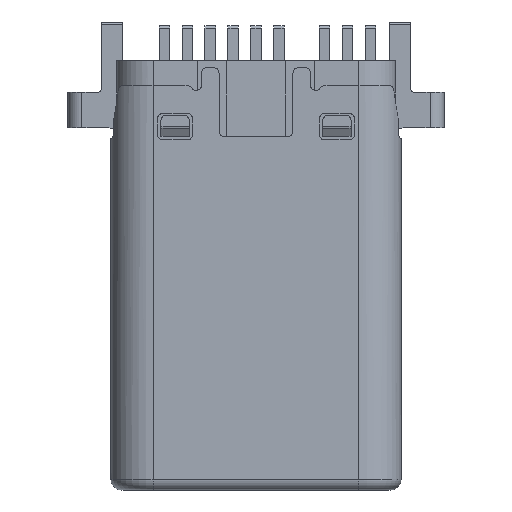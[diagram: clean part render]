
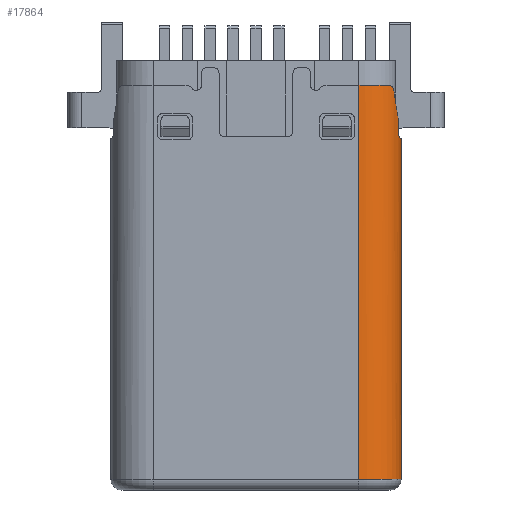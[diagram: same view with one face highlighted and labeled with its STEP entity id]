
A CAD part, front view. The second image highlights one B-rep face of the part: STEP entity #17864.
In plain terms, the highlighted cylindrical face has radius 1.2 mm (diameter 2.4 mm), a partial arc.
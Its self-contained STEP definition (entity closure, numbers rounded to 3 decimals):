
#2591=CARTESIAN_POINT('',(2.925,0.03,-8.76));
#2592=DIRECTION('',(0.,0.,1.));
#2593=DIRECTION('',(0.,-1.,0.));
#2594=AXIS2_PLACEMENT_3D('',#2591,#2592,#2593);
#2596=CARTESIAN_POINT('',(2.925,0.03,-8.76));
#2597=DIRECTION('',(0.,0.,1.));
#2598=DIRECTION('',(0.026,-1.,0.));
#2599=AXIS2_PLACEMENT_3D('',#2596,#2597,#2598);
#3418=CARTESIAN_POINT('',(2.925,0.03,2.44));
#3419=DIRECTION('',(0.,0.,-1.));
#3420=DIRECTION('',(0.698,-0.716,0.));
#3421=AXIS2_PLACEMENT_3D('',#3418,#3419,#3420);
#3448=CARTESIAN_POINT('',(3.909,-0.657,
2.311));
#3449=CARTESIAN_POINT('',(3.907,-0.659,
2.319));
#3450=CARTESIAN_POINT('',(3.903,-0.666,
2.335));
#3451=CARTESIAN_POINT('',(3.894,-0.678,
2.359));
#3452=CARTESIAN_POINT('',(3.882,-0.695,
2.38));
#3453=CARTESIAN_POINT('',(3.866,-0.715,
2.4));
#3454=CARTESIAN_POINT('',(3.847,-0.739,
2.416));
#3455=CARTESIAN_POINT('',(3.823,-0.766,
2.429));
#3456=CARTESIAN_POINT('',(3.795,-0.796,
2.438));
#3457=CARTESIAN_POINT('',(3.774,-0.818,2.44));
#3458=CARTESIAN_POINT('',(3.762,-0.83,2.44));
#3476=CARTESIAN_POINT('',(4.093,-0.245,0.94));
#3477=CARTESIAN_POINT('',(4.089,-0.261,0.94));
#3478=CARTESIAN_POINT('',(4.081,-0.292,
0.945));
#3479=CARTESIAN_POINT('',(4.068,-0.335,
0.967));
#3480=CARTESIAN_POINT('',(4.057,-0.369,
1.001));
#3481=CARTESIAN_POINT('',(4.049,-0.391,
1.045));
#3482=CARTESIAN_POINT('',(4.047,-0.395,
1.075));
#3483=CARTESIAN_POINT('',(4.047,-0.395,
1.09));
#3513=CARTESIAN_POINT('',(4.047,0.455,1.09));
#3514=CARTESIAN_POINT('',(4.047,0.455,1.075));
#3515=CARTESIAN_POINT('',(4.049,0.451,1.045));
#3516=CARTESIAN_POINT('',(4.057,0.429,1.002));
#3517=CARTESIAN_POINT('',(4.068,0.396,
0.968));
#3518=CARTESIAN_POINT('',(4.081,0.353,
0.945));
#3519=CARTESIAN_POINT('',(4.089,0.321,
0.94));
#3520=CARTESIAN_POINT('',(4.093,0.305,0.94));
#6201=CARTESIAN_POINT('',(2.925,0.03,2.44));
#6202=DIRECTION('',(0.,0.,-1.));
#6203=DIRECTION('',(0.,1.,0.));
#6204=AXIS2_PLACEMENT_3D('',#6201,#6202,#6203);
#6226=CARTESIAN_POINT('',(3.909,0.717,2.311));
#6227=CARTESIAN_POINT('',(3.907,0.719,2.319));
#6228=CARTESIAN_POINT('',(3.903,0.726,2.335));
#6229=CARTESIAN_POINT('',(3.894,0.738,2.359));
#6230=CARTESIAN_POINT('',(3.882,0.755,2.38));
#6231=CARTESIAN_POINT('',(3.866,0.775,2.4));
#6232=CARTESIAN_POINT('',(3.847,0.799,2.416));
#6233=CARTESIAN_POINT('',(3.823,0.826,2.429));
#6234=CARTESIAN_POINT('',(3.795,0.856,2.438));
#6235=CARTESIAN_POINT('',(3.774,0.878,2.44));
#6236=CARTESIAN_POINT('',(3.762,0.89,2.44));
#6238=DIRECTION('',(0.,0.,-1.));
#6239=VECTOR('',#6238,11.2);
#6240=CARTESIAN_POINT('',(2.925,1.23,2.44));
#6241=LINE('',#6240,#6239);
#6242=DIRECTION('',(0.,0.,1.));
#6243=VECTOR('',#6242,11.2);
#6244=CARTESIAN_POINT('',(2.925,-1.17,-8.76));
#6245=LINE('',#6244,#6243);
#6246=CARTESIAN_POINT('',(3.909,-0.657,
2.311));
#6247=CARTESIAN_POINT('',(3.928,-0.63,
2.22));
#6248=CARTESIAN_POINT('',(3.962,-0.576,
2.035));
#6249=CARTESIAN_POINT('',(4.007,-0.493,
1.752));
#6250=CARTESIAN_POINT('',(4.031,-0.436,
1.559));
#6251=CARTESIAN_POINT('',(4.043,-0.407,
1.461));
#6253=DIRECTION('',(0.,0.,-1.));
#6254=VECTOR('',#6253,0.287);
#6255=CARTESIAN_POINT('',(4.047,-0.395,
1.377));
#6256=LINE('',#6255,#6254);
#6257=CARTESIAN_POINT('',(4.043,0.467,1.461));
#6258=CARTESIAN_POINT('',(4.031,0.496,1.559));
#6259=CARTESIAN_POINT('',(4.007,0.553,1.752));
#6260=CARTESIAN_POINT('',(3.962,0.636,2.035));
#6261=CARTESIAN_POINT('',(3.928,0.69,2.22));
#6262=CARTESIAN_POINT('',(3.909,0.717,2.311));
#6271=CARTESIAN_POINT('',(4.047,-0.395,
1.377));
#6272=CARTESIAN_POINT('',(4.047,-0.395,
1.386));
#6273=CARTESIAN_POINT('',(4.047,-0.396,
1.405));
#6274=CARTESIAN_POINT('',(4.045,-0.4,
1.434));
#6275=CARTESIAN_POINT('',(4.044,-0.404,
1.452));
#6276=CARTESIAN_POINT('',(4.043,-0.407,
1.461));
#6307=CARTESIAN_POINT('',(2.925,0.03,0.94));
#6308=DIRECTION('',(0.,0.,-1.));
#6309=DIRECTION('',(0.973,0.229,0.));
#6310=AXIS2_PLACEMENT_3D('',#6307,#6308,#6309);
#6312=DIRECTION('',(0.,0.,-1.));
#6313=VECTOR('',#6312,0.287);
#6314=CARTESIAN_POINT('',(4.047,0.455,1.377));
#6315=LINE('',#6314,#6313);
#6320=CARTESIAN_POINT('',(4.043,0.467,1.461));
#6321=CARTESIAN_POINT('',(4.044,0.464,1.452));
#6322=CARTESIAN_POINT('',(4.045,0.46,1.434));
#6323=CARTESIAN_POINT('',(4.047,0.456,1.405));
#6324=CARTESIAN_POINT('',(4.047,0.455,1.386));
#6325=CARTESIAN_POINT('',(4.047,0.455,1.377));
#8270=CARTESIAN_POINT('',(2.925,1.23,-8.76));
#8271=VERTEX_POINT('',#8270);
#8272=CARTESIAN_POINT('',(2.925,1.23,2.44));
#8273=VERTEX_POINT('',#8272);
#8288=CARTESIAN_POINT('',(2.925,-1.17,-8.76));
#8289=VERTEX_POINT('',#8288);
#8290=CARTESIAN_POINT('',(2.956,-1.17,-8.76));
#8291=VERTEX_POINT('',#8290);
#8997=CARTESIAN_POINT('',(4.093,-0.245,0.94));
#8998=VERTEX_POINT('',#8997);
#8999=VERTEX_POINT('',#3483);
#9004=CARTESIAN_POINT('',(4.047,0.455,1.09));
#9005=VERTEX_POINT('',#9004);
#9006=VERTEX_POINT('',#3520);
#9087=CARTESIAN_POINT('',(3.762,0.89,2.44));
#9088=VERTEX_POINT('',#9087);
#9089=VERTEX_POINT('',#6226);
#9090=CARTESIAN_POINT('',(2.925,-1.17,2.44));
#9091=VERTEX_POINT('',#9090);
#9092=CARTESIAN_POINT('',(3.762,-0.83,2.44));
#9093=VERTEX_POINT('',#9092);
#9094=VERTEX_POINT('',#3448);
#9095=VERTEX_POINT('',#6251);
#9096=VERTEX_POINT('',#6271);
#9097=CARTESIAN_POINT('',(4.047,0.455,1.377));
#9098=VERTEX_POINT('',#9097);
#9099=VERTEX_POINT('',#6320);
#17833=CARTESIAN_POINT('',(2.925,0.03,-24.051));
#17834=DIRECTION('',(0.,0.,1.));
#17835=DIRECTION('',(0.,-1.,0.));
#17836=AXIS2_PLACEMENT_3D('',#17833,#17834,#17835);
#17837=CYLINDRICAL_SURFACE('',#17836,1.2);
#17838=ORIENTED_EDGE('',*,*,#17824,.T.);
#17839=ORIENTED_EDGE('',*,*,#17814,.F.);
#17840=ORIENTED_EDGE('',*,*,#12985,.T.);
#17841=ORIENTED_EDGE('',*,*,#13101,.F.);
#17842=ORIENTED_EDGE('',*,*,#13099,.F.);
#17843=ORIENTED_EDGE('',*,*,#13900,.T.);
#17844=ORIENTED_EDGE('',*,*,#14077,.F.);
#17845=ORIENTED_EDGE('',*,*,#14096,.F.);
#17847=ORIENTED_EDGE('',*,*,#17846,.T.);
#17849=ORIENTED_EDGE('',*,*,#17848,.F.);
#17851=ORIENTED_EDGE('',*,*,#17850,.T.);
#17852=ORIENTED_EDGE('',*,*,#14131,.F.);
#17854=ORIENTED_EDGE('',*,*,#17853,.F.);
#17855=ORIENTED_EDGE('',*,*,#14165,.F.);
#17857=ORIENTED_EDGE('',*,*,#17856,.F.);
#17859=ORIENTED_EDGE('',*,*,#17858,.F.);
#17861=ORIENTED_EDGE('',*,*,#17860,.T.);
#17862=EDGE_LOOP('',(#17838,#17839,#17840,#17841,#17842,#17843,#17844,#17845,
#17847,#17849,#17851,#17852,#17854,#17855,#17857,#17859,#17861));
#17863=FACE_OUTER_BOUND('',#17862,.F.);
#17864=ADVANCED_FACE('',(#17863),#17837,.T.);
#2595=CIRCLE('',#2594,1.2);
#2600=CIRCLE('',#2599,1.2);
#3422=CIRCLE('',#3421,1.2);
#3459=B_SPLINE_CURVE_WITH_KNOTS('',3,(#3448,#3449,#3450,#3451,#3452,#3453,#3454,
#3455,#3456,#3457,#3458),.UNSPECIFIED.,.F.,.F.,(4,1,1,1,1,1,1,1,4),(0.,
0.125,0.25,0.375,0.5,0.625,0.75,0.875,1.),.UNSPECIFIED.);
#3484=B_SPLINE_CURVE_WITH_KNOTS('',3,(#3476,#3477,#3478,#3479,#3480,#3481,#3482,
#3483),.UNSPECIFIED.,.F.,.F.,(4,1,1,1,1,4),(0.,0.2,0.4,0.6,0.8,1.),
.UNSPECIFIED.);
#3521=B_SPLINE_CURVE_WITH_KNOTS('',3,(#3513,#3514,#3515,#3516,#3517,#3518,#3519,
#3520),.UNSPECIFIED.,.F.,.F.,(4,1,1,1,1,4),(0.,0.2,0.4,0.6,0.8,1.),
.UNSPECIFIED.);
#6205=CIRCLE('',#6204,1.2);
#6237=B_SPLINE_CURVE_WITH_KNOTS('',3,(#6226,#6227,#6228,#6229,#6230,#6231,#6232,
#6233,#6234,#6235,#6236),.UNSPECIFIED.,.F.,.F.,(4,1,1,1,1,1,1,1,4),(0.,
0.125,0.25,0.375,0.5,0.625,0.75,0.875,1.),.UNSPECIFIED.);
#6252=B_SPLINE_CURVE_WITH_KNOTS('',3,(#6246,#6247,#6248,#6249,#6250,#6251),
.UNSPECIFIED.,.F.,.F.,(4,1,1,4),(0.,0.333,0.667,1.),
.UNSPECIFIED.);
#6263=B_SPLINE_CURVE_WITH_KNOTS('',3,(#6257,#6258,#6259,#6260,#6261,#6262),
.UNSPECIFIED.,.F.,.F.,(4,1,1,4),(0.,0.333,0.667,1.),
.UNSPECIFIED.);
#6277=B_SPLINE_CURVE_WITH_KNOTS('',3,(#6271,#6272,#6273,#6274,#6275,#6276),
.UNSPECIFIED.,.F.,.F.,(4,1,1,4),(0.,0.333,0.667,1.),
.UNSPECIFIED.);
#6311=CIRCLE('',#6310,1.2);
#6326=B_SPLINE_CURVE_WITH_KNOTS('',3,(#6320,#6321,#6322,#6323,#6324,#6325),
.UNSPECIFIED.,.F.,.F.,(4,1,1,4),(0.,0.333,0.667,1.),
.UNSPECIFIED.);
#12985=EDGE_CURVE('',#8273,#8271,#6241,.T.);
#13099=EDGE_CURVE('',#8289,#8291,#2595,.T.);
#13101=EDGE_CURVE('',#8291,#8271,#2600,.T.);
#13900=EDGE_CURVE('',#8289,#9091,#6245,.T.);
#14077=EDGE_CURVE('',#9093,#9091,#3422,.T.);
#14096=EDGE_CURVE('',#9094,#9093,#3459,.T.);
#14131=EDGE_CURVE('',#8998,#8999,#3484,.T.);
#14165=EDGE_CURVE('',#9005,#9006,#3521,.T.);
#17814=EDGE_CURVE('',#8273,#9088,#6205,.T.);
#17824=EDGE_CURVE('',#9089,#9088,#6237,.T.);
#17846=EDGE_CURVE('',#9094,#9095,#6252,.T.);
#17848=EDGE_CURVE('',#9096,#9095,#6277,.T.);
#17850=EDGE_CURVE('',#9096,#8999,#6256,.T.);
#17853=EDGE_CURVE('',#9006,#8998,#6311,.T.);
#17856=EDGE_CURVE('',#9098,#9005,#6315,.T.);
#17858=EDGE_CURVE('',#9099,#9098,#6326,.T.);
#17860=EDGE_CURVE('',#9099,#9089,#6263,.T.);
